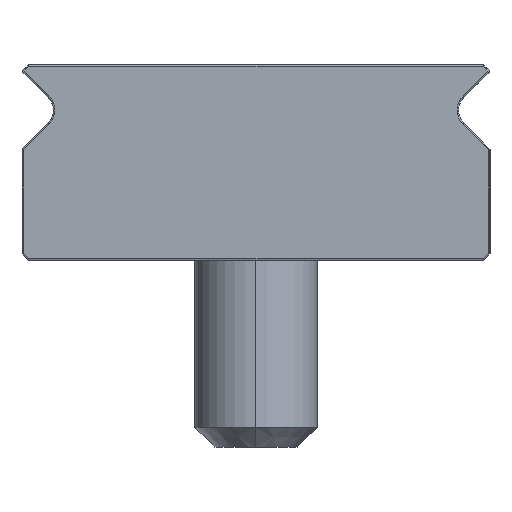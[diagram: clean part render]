
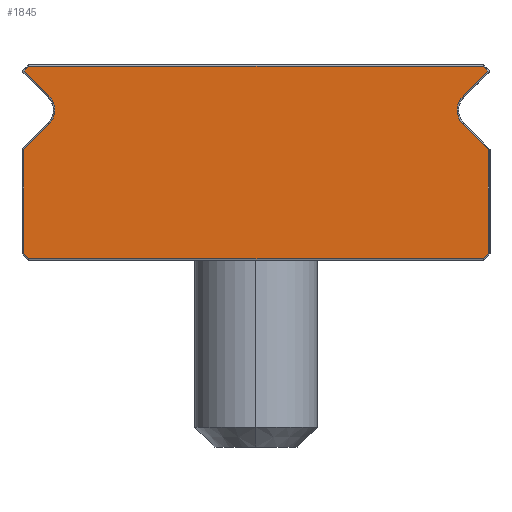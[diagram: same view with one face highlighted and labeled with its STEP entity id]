
A CAD part, left-side view. The second image highlights one B-rep face of the part: STEP entity #1845.
In plain terms, the highlighted planar face has unit normal (-1, 0, 0).
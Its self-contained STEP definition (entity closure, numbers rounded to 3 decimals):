
#38 = LINE ( 'NONE', #2847, #3220 ) ;
#67 = CARTESIAN_POINT ( 'NONE',  ( -9.525, 9.461, 4.495 ) ) ;
#148 = CARTESIAN_POINT ( 'NONE',  ( -9.525, -9.461, 4.495 ) ) ;
#155 = CARTESIAN_POINT ( 'NONE',  ( -9.525, 8.431, 6.692 ) ) ;
#159 = DIRECTION ( 'NONE',  ( 0., 0., 1. ) ) ;
#183 = DIRECTION ( 'NONE',  ( 0., -0.707, -0.707 ) ) ;
#296 = CARTESIAN_POINT ( 'NONE',  ( -9.525, 8.431, 5.525 ) ) ;
#325 = EDGE_CURVE ( 'NONE', #4664, #984, #2527, .T. ) ;
#341 = VERTEX_POINT ( 'NONE', #1610 ) ;
#342 = ORIENTED_EDGE ( 'NONE', *, *, #5169, .F. ) ;
#369 = DIRECTION ( 'NONE',  ( 0., 0.707, 0.707 ) ) ;
#385 = LINE ( 'NONE', #5074, #3818 ) ;
#393 = CARTESIAN_POINT ( 'NONE',  ( -9.525, -8.275, 6.536 ) ) ;
#534 = CARTESIAN_POINT ( 'NONE',  ( -9.525, -8.431, 6.692 ) ) ;
#573 = LINE ( 'NONE', #3398, #4728 ) ;
#617 = VECTOR ( 'NONE', #957, 1000. ) ;
#625 = VECTOR ( 'NONE', #183, 1000. ) ;
#707 = VECTOR ( 'NONE', #369, 1000. ) ;
#732 = CARTESIAN_POINT ( 'NONE',  ( -9.525, -8.19, 6.109 ) ) ;
#957 = DIRECTION ( 'NONE',  ( 0., -0.707, 0.707 ) ) ;
#984 = VERTEX_POINT ( 'NONE', #2680 ) ;
#1075 = LINE ( 'NONE', #4602, #2413 ) ;
#1077 = VERTEX_POINT ( 'NONE', #4841 ) ;
#1152 = CARTESIAN_POINT ( 'NONE',  ( -9.525, -8.431, 5.525 ) ) ;
#1175 = LINE ( 'NONE', #5985, #4550 ) ;
#1202 = EDGE_CURVE ( 'NONE', #984, #1077, #573, .T. ) ;
#1427 = CARTESIAN_POINT ( 'NONE',  ( -9.525, 9.461, 4.495 ) ) ;
#1526 = DIRECTION ( 'NONE',  ( 0., 0., -1. ) ) ;
#1610 = CARTESIAN_POINT ( 'NONE',  ( -9.525, -9.461, 0.28 ) ) ;
#1620 = EDGE_CURVE ( 'NONE', #2219, #4893, #3239, .T. ) ;
#1677 = ORIENTED_EDGE ( 'NONE', *, *, #2014, .F. ) ;
#1738 =( BOUNDED_CURVE ( )  B_SPLINE_CURVE ( 3, ( #534, #393, #4779, #1929 ),
 .UNSPECIFIED., .F., .F. ) 
 B_SPLINE_CURVE_WITH_KNOTS ( ( 4, 4 ),
 ( 0., 1. ),
 .UNSPECIFIED. ) 
 CURVE ( )  GEOMETRIC_REPRESENTATION_ITEM ( )  RATIONAL_B_SPLINE_CURVE ( ( 1., 0.949, 0.949, 1. ) ) 
 REPRESENTATION_ITEM ( '' )  );
#1845 = ADVANCED_FACE ( 'NONE', ( #3326 ), #3419, .F. ) ;
#1884 = DIRECTION ( 'NONE',  ( 0., 0.707, -0.707 ) ) ;
#1929 = CARTESIAN_POINT ( 'NONE',  ( -9.525, -8.19, 6.109 ) ) ;
#1993 = DIRECTION ( 'NONE',  ( 1., 0., 0. ) ) ;
#2014 = EDGE_CURVE ( 'NONE', #1077, #5963, #385, .T. ) ;
#2219 = VERTEX_POINT ( 'NONE', #6071 ) ;
#2223 = LINE ( 'NONE', #4677, #2598 ) ;
#2284 = VERTEX_POINT ( 'NONE', #2404 ) ;
#2358 = CARTESIAN_POINT ( 'NONE',  ( -9.525, 8.431, 5.525 ) ) ;
#2404 = CARTESIAN_POINT ( 'NONE',  ( -9.525, -9.245, 0.064 ) ) ;
#2413 = VECTOR ( 'NONE', #5035, 1000. ) ;
#2501 = EDGE_CURVE ( 'NONE', #4183, #2219, #1738, .T. ) ;
#2510 = EDGE_CURVE ( 'NONE', #4764, #4664, #4293, .T. ) ;
#2527 = LINE ( 'NONE', #155, #3297 ) ;
#2543 = VERTEX_POINT ( 'NONE', #4284 ) ;
#2598 = VECTOR ( 'NONE', #3698, 1000. ) ;
#2636 = CARTESIAN_POINT ( 'NONE',  ( -9.525, -8.19, 5.887 ) ) ;
#2680 = CARTESIAN_POINT ( 'NONE',  ( -9.525, 9.435, 7.696 ) ) ;
#2686 = EDGE_CURVE ( 'NONE', #341, #2284, #2223, .T. ) ;
#2847 = CARTESIAN_POINT ( 'NONE',  ( -9.525, -9.461, 6.109 ) ) ;
#2926 = DIRECTION ( 'NONE',  ( 0., -0.707, 0.707 ) ) ;
#3038 = CARTESIAN_POINT ( 'NONE',  ( -9.525, 8.431, 6.692 ) ) ;
#3064 = CARTESIAN_POINT ( 'NONE',  ( -9.525, -9.245, 7.887 ) ) ;
#3078 = CARTESIAN_POINT ( 'NONE',  ( -9.525, 9.461, 0.28 ) ) ;
#3149 = CARTESIAN_POINT ( 'NONE',  ( -9.525, 9.245, 0.063 ) ) ;
#3192 = ORIENTED_EDGE ( 'NONE', *, *, #1202, .F. ) ;
#3220 = VECTOR ( 'NONE', #1526, 1000. ) ;
#3239 =( BOUNDED_CURVE ( )  B_SPLINE_CURVE ( 3, ( #732, #2636, #5997, #3564 ),
 .UNSPECIFIED., .F., .F. ) 
 B_SPLINE_CURVE_WITH_KNOTS ( ( 4, 4 ),
 ( 0., 1. ),
 .UNSPECIFIED. ) 
 CURVE ( )  GEOMETRIC_REPRESENTATION_ITEM ( )  RATIONAL_B_SPLINE_CURVE ( ( 1., 0.949, 0.949, 1. ) ) 
 REPRESENTATION_ITEM ( '' )  );
#3297 = VECTOR ( 'NONE', #3999, 1000. ) ;
#3305 = CARTESIAN_POINT ( 'NONE',  ( -9.525, 9.226, 0.045 ) ) ;
#3316 = LINE ( 'NONE', #1427, #617 ) ;
#3326 = FACE_OUTER_BOUND ( 'NONE', #4821, .T. ) ;
#3352 = CARTESIAN_POINT ( 'NONE',  ( -9.525, 8.089, 5.867 ) ) ;
#3398 = CARTESIAN_POINT ( 'NONE',  ( -9.525, 9.435, 7.696 ) ) ;
#3403 = ORIENTED_EDGE ( 'NONE', *, *, #5910, .F. ) ;
#3419 = PLANE ( 'NONE',  #5835 ) ;
#3554 = EDGE_CURVE ( 'NONE', #5221, #5410, #5703, .T. ) ;
#3564 = CARTESIAN_POINT ( 'NONE',  ( -9.525, -8.431, 5.525 ) ) ;
#3698 = DIRECTION ( 'NONE',  ( 0., 0.707, -0.707 ) ) ;
#3734 = ORIENTED_EDGE ( 'NONE', *, *, #2510, .F. ) ;
#3768 = ORIENTED_EDGE ( 'NONE', *, *, #325, .F. ) ;
#3818 = VECTOR ( 'NONE', #4681, 1000. ) ;
#3844 = CARTESIAN_POINT ( 'NONE',  ( -9.525, 8.431, 6.692 ) ) ;
#3858 = ORIENTED_EDGE ( 'NONE', *, *, #4940, .F. ) ;
#3950 = ORIENTED_EDGE ( 'NONE', *, *, #2501, .F. ) ;
#3959 = ORIENTED_EDGE ( 'NONE', *, *, #1620, .F. ) ;
#3999 = DIRECTION ( 'NONE',  ( 0., 0.707, 0.707 ) ) ;
#4183 = VERTEX_POINT ( 'NONE', #5793 ) ;
#4206 = CARTESIAN_POINT ( 'NONE',  ( -9.525, -8.431, 5.525 ) ) ;
#4284 = CARTESIAN_POINT ( 'NONE',  ( -9.525, -9.435, 7.696 ) ) ;
#4293 =( BOUNDED_CURVE ( )  B_SPLINE_CURVE ( 3, ( #2358, #3352, #5275, #3844 ),
 .UNSPECIFIED., .F., .F. ) 
 B_SPLINE_CURVE_WITH_KNOTS ( ( 4, 4 ),
 ( 0., 1. ),
 .UNSPECIFIED. ) 
 CURVE ( )  GEOMETRIC_REPRESENTATION_ITEM ( )  RATIONAL_B_SPLINE_CURVE ( ( 1., 0.805, 0.805, 1. ) ) 
 REPRESENTATION_ITEM ( '' )  );
#4550 = VECTOR ( 'NONE', #159, 1000. ) ;
#4566 = EDGE_CURVE ( 'NONE', #5493, #341, #38, .T. ) ;
#4583 = LINE ( 'NONE', #1152, #625 ) ;
#4602 = CARTESIAN_POINT ( 'NONE',  ( -9.525, -9.245, 7.887 ) ) ;
#4664 = VERTEX_POINT ( 'NONE', #3038 ) ;
#4676 = EDGE_CURVE ( 'NONE', #2284, #5221, #4951, .T. ) ;
#4677 = CARTESIAN_POINT ( 'NONE',  ( -9.525, -9.48, 0.299 ) ) ;
#4681 = DIRECTION ( 'NONE',  ( 0., -1., 0. ) ) ;
#4728 = VECTOR ( 'NONE', #2926, 1000. ) ;
#4764 = VERTEX_POINT ( 'NONE', #296 ) ;
#4779 = CARTESIAN_POINT ( 'NONE',  ( -9.525, -8.19, 6.331 ) ) ;
#4821 = EDGE_LOOP ( 'NONE', ( #3959, #3950, #6076, #342, #1677, #3192, #3768, #3734, #3858, #5941, #4997, #5607, #5182, #5655, #3403 ) ) ;
#4841 = CARTESIAN_POINT ( 'NONE',  ( -9.525, 9.245, 7.887 ) ) ;
#4893 = VERTEX_POINT ( 'NONE', #4206 ) ;
#4905 = EDGE_CURVE ( 'NONE', #2543, #4183, #5712, .T. ) ;
#4940 = EDGE_CURVE ( 'NONE', #5809, #4764, #3316, .T. ) ;
#4951 = LINE ( 'NONE', #5881, #5943 ) ;
#4981 = DIRECTION ( 'NONE',  ( 0., 1., 0. ) ) ;
#4997 = ORIENTED_EDGE ( 'NONE', *, *, #3554, .F. ) ;
#5035 = DIRECTION ( 'NONE',  ( 0., -0.707, -0.707 ) ) ;
#5074 = CARTESIAN_POINT ( 'NONE',  ( -9.525, 9.015, 7.887 ) ) ;
#5169 = EDGE_CURVE ( 'NONE', #5963, #2543, #1075, .T. ) ;
#5182 = ORIENTED_EDGE ( 'NONE', *, *, #2686, .F. ) ;
#5221 = VERTEX_POINT ( 'NONE', #3149 ) ;
#5275 = CARTESIAN_POINT ( 'NONE',  ( -9.525, 8.089, 6.35 ) ) ;
#5307 = DIRECTION ( 'NONE',  ( 0., 1., 0. ) ) ;
#5344 = CARTESIAN_POINT ( 'NONE',  ( -9.525, 9.015, 6.109 ) ) ;
#5410 = VERTEX_POINT ( 'NONE', #3078 ) ;
#5493 = VERTEX_POINT ( 'NONE', #148 ) ;
#5607 = ORIENTED_EDGE ( 'NONE', *, *, #4676, .F. ) ;
#5655 = ORIENTED_EDGE ( 'NONE', *, *, #4566, .F. ) ;
#5703 = LINE ( 'NONE', #3305, #707 ) ;
#5712 = LINE ( 'NONE', #6210, #6027 ) ;
#5793 = CARTESIAN_POINT ( 'NONE',  ( -9.525, -8.431, 6.692 ) ) ;
#5809 = VERTEX_POINT ( 'NONE', #67 ) ;
#5835 = AXIS2_PLACEMENT_3D ( 'NONE', #5344, #1993, #5307 ) ;
#5881 = CARTESIAN_POINT ( 'NONE',  ( -9.525, -9.271, 0.064 ) ) ;
#5910 = EDGE_CURVE ( 'NONE', #4893, #5493, #4583, .T. ) ;
#5938 = EDGE_CURVE ( 'NONE', #5410, #5809, #1175, .T. ) ;
#5941 = ORIENTED_EDGE ( 'NONE', *, *, #5938, .F. ) ;
#5943 = VECTOR ( 'NONE', #4981, 1000. ) ;
#5963 = VERTEX_POINT ( 'NONE', #3064 ) ;
#5985 = CARTESIAN_POINT ( 'NONE',  ( -9.525, 9.461, 6.109 ) ) ;
#5997 = CARTESIAN_POINT ( 'NONE',  ( -9.525, -8.275, 5.682 ) ) ;
#6027 = VECTOR ( 'NONE', #1884, 1000. ) ;
#6071 = CARTESIAN_POINT ( 'NONE',  ( -9.525, -8.19, 6.109 ) ) ;
#6076 = ORIENTED_EDGE ( 'NONE', *, *, #4905, .F. ) ;
#6210 = CARTESIAN_POINT ( 'NONE',  ( -9.525, -9.435, 7.696 ) ) ;
